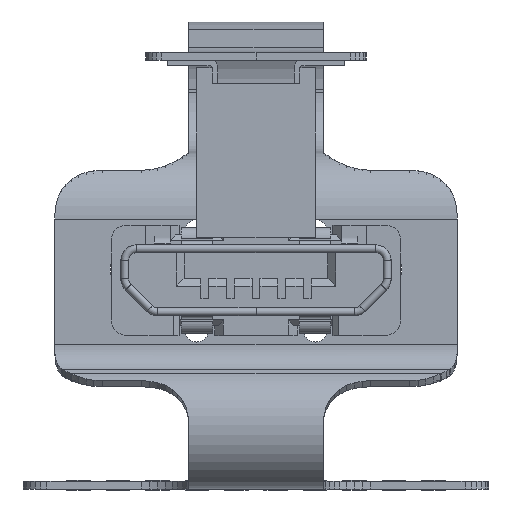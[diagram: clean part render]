
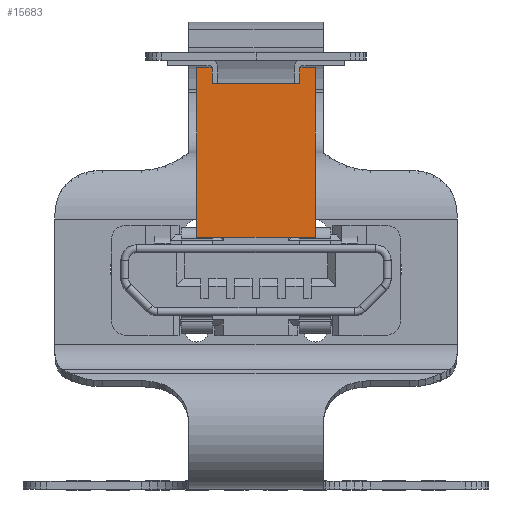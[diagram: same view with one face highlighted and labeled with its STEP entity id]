
A CAD part, left-side view. The second image highlights one B-rep face of the part: STEP entity #15683.
In plain terms, the highlighted planar face has unit normal (-1, 0, 0).
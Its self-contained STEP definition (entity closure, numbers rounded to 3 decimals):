
#1631=FACE_OUTER_BOUND('',#2550,.T.);
#2550=EDGE_LOOP('',(#13498,#13499,#13500,#13501,#13502,#13503,#13504,#13505));
#4001=LINE('',#26714,#5714);
#4042=LINE('',#26798,#5755);
#4043=LINE('',#26800,#5756);
#4044=LINE('',#26802,#5757);
#4045=LINE('',#26804,#5758);
#4046=LINE('',#26805,#5759);
#4047=LINE('',#26807,#5760);
#4048=LINE('',#26808,#5761);
#5714=VECTOR('',#20204,1.);
#5755=VECTOR('',#20247,1.);
#5756=VECTOR('',#20248,1.);
#5757=VECTOR('',#20249,1.);
#5758=VECTOR('',#20250,1.);
#5759=VECTOR('',#20251,1.);
#5760=VECTOR('',#20252,1.);
#5761=VECTOR('',#20253,1.);
#7327=VERTEX_POINT('',#26707);
#7330=VERTEX_POINT('',#26712);
#7371=VERTEX_POINT('',#26796);
#7372=VERTEX_POINT('',#26797);
#7373=VERTEX_POINT('',#26799);
#7374=VERTEX_POINT('',#26801);
#7375=VERTEX_POINT('',#26803);
#7376=VERTEX_POINT('',#26806);
#9425=EDGE_CURVE('',#7330,#7327,#4001,.T.);
#9466=EDGE_CURVE('',#7371,#7372,#4042,.T.);
#9467=EDGE_CURVE('',#7372,#7373,#4043,.T.);
#9468=EDGE_CURVE('',#7373,#7374,#4044,.T.);
#9469=EDGE_CURVE('',#7374,#7375,#4045,.T.);
#9470=EDGE_CURVE('',#7375,#7327,#4046,.T.);
#9471=EDGE_CURVE('',#7330,#7376,#4047,.T.);
#9472=EDGE_CURVE('',#7376,#7371,#4048,.T.);
#13498=ORIENTED_EDGE('',*,*,#9466,.T.);
#13499=ORIENTED_EDGE('',*,*,#9467,.T.);
#13500=ORIENTED_EDGE('',*,*,#9468,.T.);
#13501=ORIENTED_EDGE('',*,*,#9469,.T.);
#13502=ORIENTED_EDGE('',*,*,#9470,.T.);
#13503=ORIENTED_EDGE('',*,*,#9425,.F.);
#13504=ORIENTED_EDGE('',*,*,#9471,.T.);
#13505=ORIENTED_EDGE('',*,*,#9472,.T.);
#14856=PLANE('',#16873);
#15683=ADVANCED_FACE('',(#1631),#14856,.F.);
#16873=AXIS2_PLACEMENT_3D('',#26795,#20245,#20246);
#20204=DIRECTION('',(0.,1.,0.));
#20245=DIRECTION('center_axis',(1.,0.,0.));
#20246=DIRECTION('ref_axis',(0.,1.,0.));
#20247=DIRECTION('',(0.,0.,-1.));
#20248=DIRECTION('',(0.,1.,0.));
#20249=DIRECTION('',(0.,0.,1.));
#20250=DIRECTION('',(0.,1.,0.));
#20251=DIRECTION('',(0.,0.,-1.));
#20252=DIRECTION('',(0.,0.,1.));
#20253=DIRECTION('',(0.,1.,0.));
#26707=CARTESIAN_POINT('',(-24.961,1.5,-4.49));
#26712=CARTESIAN_POINT('',(-24.961,-1.5,-4.49));
#26714=CARTESIAN_POINT('',(-24.961,-1.5,-4.49));
#26795=CARTESIAN_POINT('Origin',(-24.961,0.,-2.34));
#26796=CARTESIAN_POINT('',(-24.961,-1.115,-0.19));
#26797=CARTESIAN_POINT('',(-24.961,-1.115,-0.59));
#26798=CARTESIAN_POINT('',(-24.961,-1.115,-0.19));
#26799=CARTESIAN_POINT('',(-24.961,1.115,-0.59));
#26800=CARTESIAN_POINT('',(-24.961,-1.115,-0.59));
#26801=CARTESIAN_POINT('',(-24.961,1.115,-0.19));
#26802=CARTESIAN_POINT('',(-24.961,1.115,-0.59));
#26803=CARTESIAN_POINT('',(-24.961,1.5,-0.19));
#26804=CARTESIAN_POINT('',(-24.961,1.115,-0.19));
#26805=CARTESIAN_POINT('',(-24.961,1.5,-0.19));
#26806=CARTESIAN_POINT('',(-24.961,-1.5,-0.19));
#26807=CARTESIAN_POINT('',(-24.961,-1.5,-4.49));
#26808=CARTESIAN_POINT('',(-24.961,-1.5,-0.19));
